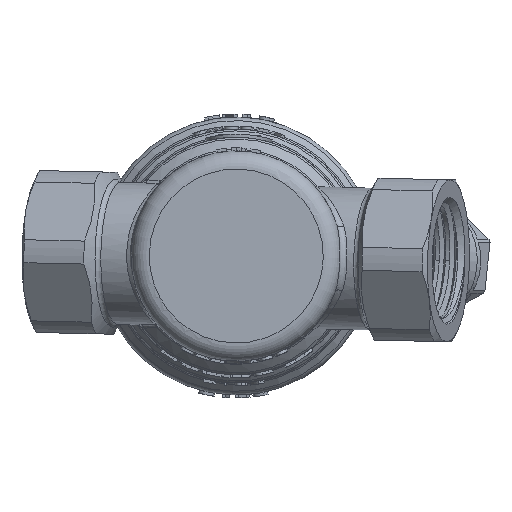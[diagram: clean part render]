
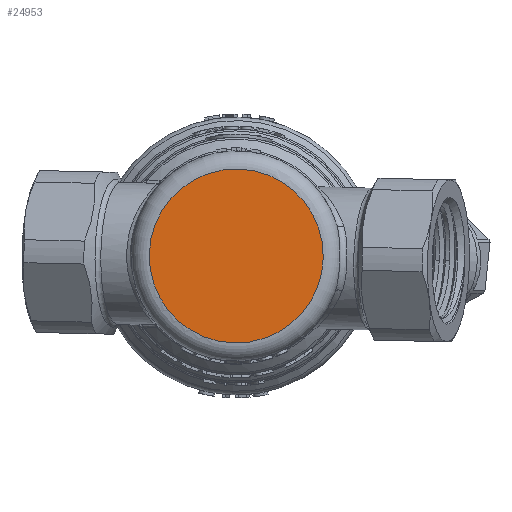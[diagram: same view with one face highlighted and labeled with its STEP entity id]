
A CAD part, front view. The second image highlights one B-rep face of the part: STEP entity #24953.
In plain terms, the highlighted planar face has unit normal (0, -1, 0).
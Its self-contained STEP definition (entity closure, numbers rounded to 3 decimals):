
#2118=PLANE('',#27073);
#3585=FACE_OUTER_BOUND('',#5146,.T.);
#5146=EDGE_LOOP('',(#20982));
#9605=CIRCLE('',#26874,14.4);
#11528=VERTEX_POINT('',#58550);
#14730=EDGE_CURVE('',#11528,#11528,#9605,.T.);
#20982=ORIENTED_EDGE('',*,*,#14730,.T.);
#24953=ADVANCED_FACE('',(#3585),#2118,.T.);
#26874=AXIS2_PLACEMENT_3D('',#58551,#30977,#30978);
#27073=AXIS2_PLACEMENT_3D('',#70056,#31474,#31475);
#30977=DIRECTION('center_axis',(0.,-1.,0.));
#30978=DIRECTION('ref_axis',(1.,0.,0.));
#31474=DIRECTION('center_axis',(0.,-1.,0.));
#31475=DIRECTION('ref_axis',(1.,0.,0.));
#58550=CARTESIAN_POINT('',(-14.4,0.,0.));
#58551=CARTESIAN_POINT('Origin',(0.,0.,
0.));
#70056=CARTESIAN_POINT('Origin',(14.4,0.,0.));
